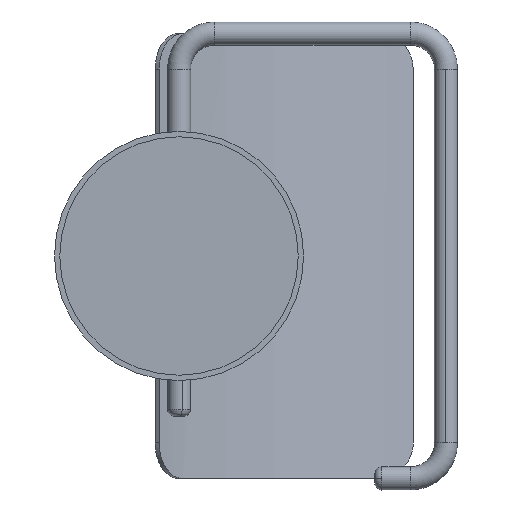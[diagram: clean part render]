
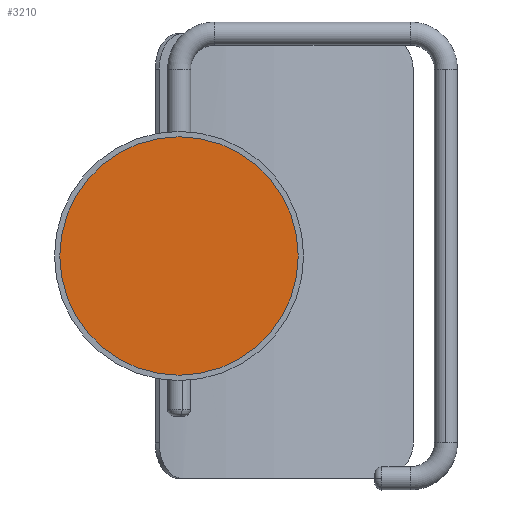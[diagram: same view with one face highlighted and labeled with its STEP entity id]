
A CAD part, left-side view. The second image highlights one B-rep face of the part: STEP entity #3210.
In plain terms, the highlighted planar face has unit normal (-1, 0, 0).
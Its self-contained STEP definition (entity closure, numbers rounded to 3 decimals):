
#264 = CARTESIAN_POINT ( 'NONE',  ( -1.5, 0., -33.5 ) ) ;
#518 = DIRECTION ( 'NONE',  ( -1., 0., 0. ) ) ;
#521 = DIRECTION ( 'NONE',  ( 0., 0., -1. ) ) ;
#523 = CARTESIAN_POINT ( 'NONE',  ( -1.5, 0., 0. ) ) ;
#879 = CARTESIAN_POINT ( 'NONE',  ( -1.5, 0., 33.5 ) ) ;
#1160 = CARTESIAN_POINT ( 'NONE',  ( -1.5, 0., -16.5 ) ) ;
#1162 = PLANE ( 'NONE',  #1448 ) ;
#1165 = DIRECTION ( 'NONE',  ( 1., 0., 0. ) ) ;
#1166 = DIRECTION ( 'NONE',  ( 0., 0., -1. ) ) ;
#1448 = AXIS2_PLACEMENT_3D ( 'NONE', #1160, #1165, #1166 ) ;
#1496 = EDGE_CURVE ( 'NONE', #2022, #1835, #2067, .T. ) ;
#1562 = EDGE_CURVE ( 'NONE', #1835, #2022, #2125, .T. ) ;
#1735 = DIRECTION ( 'NONE',  ( -1., 0., 0. ) ) ;
#1762 = CARTESIAN_POINT ( 'NONE',  ( -1.5, 0., 0. ) ) ;
#1826 = DIRECTION ( 'NONE',  ( 0., 0., -1. ) ) ;
#1835 = VERTEX_POINT ( 'NONE', #264 ) ;
#1889 = EDGE_LOOP ( 'NONE', ( #3102, #3179 ) ) ;
#2022 = VERTEX_POINT ( 'NONE', #879 ) ;
#2067 = CIRCLE ( 'NONE', #2347, 33.5 ) ;
#2125 = CIRCLE ( 'NONE', #2880, 33.5 ) ;
#2347 = AXIS2_PLACEMENT_3D ( 'NONE', #1762, #1735, #1826 ) ;
#2710 = FACE_OUTER_BOUND ( 'NONE', #1889, .T. ) ;
#2880 = AXIS2_PLACEMENT_3D ( 'NONE', #523, #518, #521 ) ;
#3102 = ORIENTED_EDGE ( 'NONE', *, *, #1562, .T. ) ;
#3179 = ORIENTED_EDGE ( 'NONE', *, *, #1496, .T. ) ;
#3210 = ADVANCED_FACE ( 'NONE', ( #2710 ), #1162, .F. ) ;
